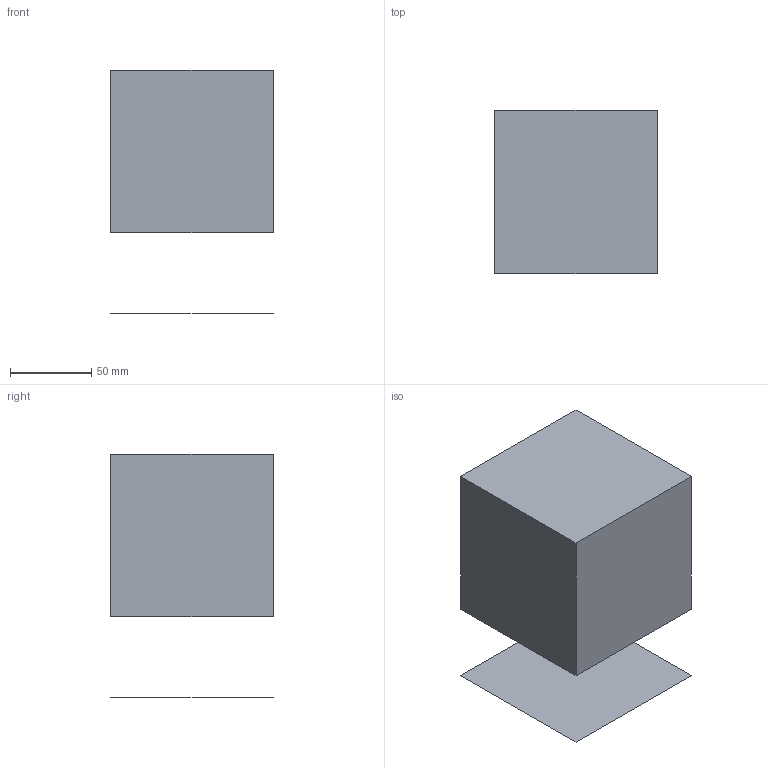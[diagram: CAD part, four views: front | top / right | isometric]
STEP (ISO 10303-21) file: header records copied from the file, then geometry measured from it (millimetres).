
FILE_DESCRIPTION((''),'2;1');
FILE_NAME('c1.stp','2001-01-30T11:31:42',( 'User'),('SDRC'),'I-DEAS Master Series 8','UNIX','Yes');
FILE_SCHEMA(('AUTOMOTIVE_DESIGN { 1 0 10303 214 0 1 1 1 }'));
Length unit declared in the file: millimetre
Products named in the file (1): c1
Bounding box: 100 x 100 x 150 mm (x, y, z)
Volume: 1000000 mm3; surface area: 70000 mm2
Topology: 1 solids, 2 shells, 7 faces, 17 edges, 14 vertices
Faces by surface type: bspline 7
Entity records: 272 total; most frequent: CARTESIAN_POINT 78, ORIENTED_EDGE 28, QUASI_UNIFORM_CURVE 16, EDGE_CURVE 16, VERTEX_POINT 12, STYLED_ITEM 12, OVER_RIDING_STYLED_ITEM 11, QUASI_UNIFORM_SURFACE 7
